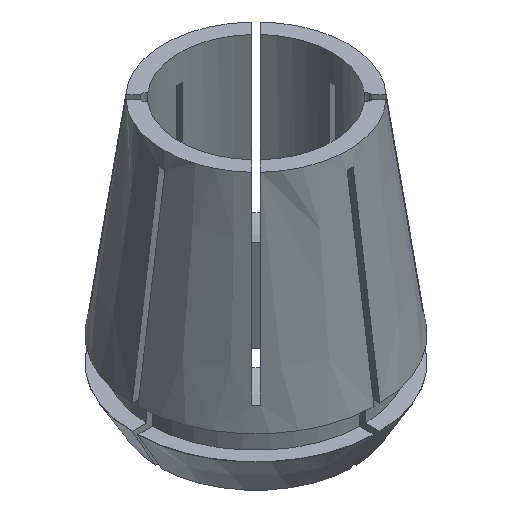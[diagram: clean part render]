
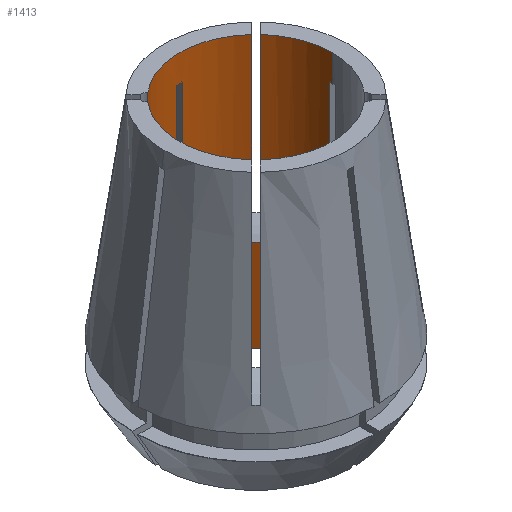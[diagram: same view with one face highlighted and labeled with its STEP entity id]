
A CAD part, isometric view. The second image highlights one B-rep face of the part: STEP entity #1413.
In plain terms, the highlighted cylindrical face has radius 13 mm (diameter 26 mm), a partial arc.
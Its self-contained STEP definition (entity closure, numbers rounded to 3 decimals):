
#2 = DIRECTION ( 'NONE',  ( 1., 0., 0. ) ) ;
#8 = CIRCLE ( 'NONE', #2060, 13. ) ;
#54 = CARTESIAN_POINT ( 'NONE',  ( 8.955, 9.425, -30.497 ) ) ;
#83 = ORIENTED_EDGE ( 'NONE', *, *, #1507, .T. ) ;
#140 = EDGE_CURVE ( 'NONE', #1467, #1392, #401, .T. ) ;
#154 = EDGE_LOOP ( 'NONE', ( #654, #83, #717, #882, #1988, #1828, #412, #1194, #1616, #1056, #1684, #1739, #858, #514 ) ) ;
#173 = DIRECTION ( 'NONE',  ( 0., 0., 1. ) ) ;
#232 = VERTEX_POINT ( 'NONE', #424 ) ;
#235 = CARTESIAN_POINT ( 'NONE',  ( 0., 0., -46. ) ) ;
#287 = DIRECTION ( 'NONE',  ( 1., 0., 0. ) ) ;
#333 = VERTEX_POINT ( 'NONE', #1871 ) ;
#382 = VERTEX_POINT ( 'NONE', #1324 ) ;
#401 = CIRCLE ( 'NONE', #2056, 13. ) ;
#412 = ORIENTED_EDGE ( 'NONE', *, *, #1572, .T. ) ;
#414 = LINE ( 'NONE', #2095, #463 ) ;
#424 = CARTESIAN_POINT ( 'NONE',  ( -8.459, 9.872, -46. ) ) ;
#433 = VECTOR ( 'NONE', #1708, 1000. ) ;
#463 = VECTOR ( 'NONE', #1395, 1000. ) ;
#474 = VERTEX_POINT ( 'NONE', #1030 ) ;
#482 = EDGE_CURVE ( 'NONE', #382, #1467, #414, .T. ) ;
#509 = VECTOR ( 'NONE', #1278, 1000. ) ;
#511 = CARTESIAN_POINT ( 'NONE',  ( 13., 0., -4.577 ) ) ;
#514 = ORIENTED_EDGE ( 'NONE', *, *, #482, .F. ) ;
#537 = CARTESIAN_POINT ( 'NONE',  ( 9.196, 9.194, -30.499 ) ) ;
#543 = CARTESIAN_POINT ( 'NONE',  ( 8.832, 9.539, -30.496 ) ) ;
#567 = CARTESIAN_POINT ( 'NONE',  ( -0.5, 12.99, -46. ) ) ;
#572 = CARTESIAN_POINT ( 'NONE',  ( 0.5, 12.99, -4.585 ) ) ;
#581 = CARTESIAN_POINT ( 'NONE',  ( -0.5, 12.99, -4.585 ) ) ;
#602 = DIRECTION ( 'NONE',  ( 0., 0., -1. ) ) ;
#607 = B_SPLINE_CURVE_WITH_KNOTS ( 'NONE', 3,
 ( #971, #1772, #1364, #1563, #1260 ),
 .UNSPECIFIED., .F., .F.,
 ( 4, 1, 4 ),
 ( 0.081, 0.081, 0.081 ),
 .UNSPECIFIED. ) ;
#641 = CARTESIAN_POINT ( 'NONE',  ( 12.99, 0.5, -46. ) ) ;
#654 = ORIENTED_EDGE ( 'NONE', *, *, #1198, .F. ) ;
#703 = VERTEX_POINT ( 'NONE', #2091 ) ;
#714 = EDGE_CURVE ( 'NONE', #1649, #2132, #1849, .T. ) ;
#717 = ORIENTED_EDGE ( 'NONE', *, *, #714, .T. ) ;
#748 = CARTESIAN_POINT ( 'NONE',  ( 0., 0., 0. ) ) ;
#755 = DIRECTION ( 'NONE',  ( 0., 0., 1. ) ) ;
#762 = B_SPLINE_CURVE_WITH_KNOTS ( 'NONE', 3,
 ( #543, #54, #537, #1819, #1032 ),
 .UNSPECIFIED., .F., .F.,
 ( 4, 1, 4 ),
 ( 0.122, 0.123, 0.123 ),
 .UNSPECIFIED. ) ;
#790 = CARTESIAN_POINT ( 'NONE',  ( 0.167, 13.003, -4.575 ) ) ;
#793 = DIRECTION ( 'NONE',  ( 1., 0., 0. ) ) ;
#845 = CARTESIAN_POINT ( 'NONE',  ( 0.5, 12.99, 0. ) ) ;
#854 = CARTESIAN_POINT ( 'NONE',  ( 9.539, 8.832, 0. ) ) ;
#858 = ORIENTED_EDGE ( 'NONE', *, *, #140, .F. ) ;
#876 = CARTESIAN_POINT ( 'NONE',  ( -0.5, 12.99, 0. ) ) ;
#882 = ORIENTED_EDGE ( 'NONE', *, *, #1868, .T. ) ;
#904 = LINE ( 'NONE', #2173, #509 ) ;
#926 = DIRECTION ( 'NONE',  ( 1., 0., 0. ) ) ;
#930 = B_SPLINE_CURVE_WITH_KNOTS ( 'NONE', 3,
 ( #572, #790, #1609, #581 ),
 .UNSPECIFIED., .F., .F.,
 ( 4, 4 ),
 ( 0., 0.001 ),
 .UNSPECIFIED. ) ;
#954 = EDGE_CURVE ( 'NONE', #2086, #2096, #1998, .T. ) ;
#968 = EDGE_CURVE ( 'NONE', #703, #2008, #762, .T. ) ;
#971 = CARTESIAN_POINT ( 'NONE',  ( 13., 0., -4.577 ) ) ;
#1030 = CARTESIAN_POINT ( 'NONE',  ( 8.832, 9.539, 0. ) ) ;
#1031 = CARTESIAN_POINT ( 'NONE',  ( 0.5, 12.99, -46. ) ) ;
#1032 = CARTESIAN_POINT ( 'NONE',  ( 9.539, 8.832, -30.496 ) ) ;
#1054 = EDGE_CURVE ( 'NONE', #474, #703, #1381, .T. ) ;
#1056 = ORIENTED_EDGE ( 'NONE', *, *, #954, .T. ) ;
#1102 = LINE ( 'NONE', #1791, #433 ) ;
#1112 = VERTEX_POINT ( 'NONE', #511 ) ;
#1132 = CARTESIAN_POINT ( 'NONE',  ( 8.832, 9.539, 0. ) ) ;
#1141 = DIRECTION ( 'NONE',  ( 0., 0., -1. ) ) ;
#1194 = ORIENTED_EDGE ( 'NONE', *, *, #1310, .T. ) ;
#1198 = EDGE_CURVE ( 'NONE', #1112, #382, #607, .T. ) ;
#1233 = CARTESIAN_POINT ( 'NONE',  ( 0., 0., -46. ) ) ;
#1260 = CARTESIAN_POINT ( 'NONE',  ( 12.99, 0.5, -4.585 ) ) ;
#1278 = DIRECTION ( 'NONE',  ( 0., 0., -1. ) ) ;
#1298 = LINE ( 'NONE', #2158, #1751 ) ;
#1310 = EDGE_CURVE ( 'NONE', #333, #232, #1298, .T. ) ;
#1313 = CARTESIAN_POINT ( 'NONE',  ( 0., 0., 0. ) ) ;
#1322 = CARTESIAN_POINT ( 'NONE',  ( 9.539, 8.832, -30.496 ) ) ;
#1324 = CARTESIAN_POINT ( 'NONE',  ( 12.99, 0.5, -4.585 ) ) ;
#1357 = VECTOR ( 'NONE', #602, 1000. ) ;
#1359 = DIRECTION ( 'NONE',  ( 0., 0., 1. ) ) ;
#1364 = CARTESIAN_POINT ( 'NONE',  ( 12.998, 0.25, -4.579 ) ) ;
#1381 = LINE ( 'NONE', #1132, #1357 ) ;
#1392 = VERTEX_POINT ( 'NONE', #1031 ) ;
#1395 = DIRECTION ( 'NONE',  ( 0., 0., -1. ) ) ;
#1413 = ADVANCED_FACE ( 'NONE', ( #1723 ), #1775, .F. ) ;
#1420 = AXIS2_PLACEMENT_3D ( 'NONE', #1679, #1535, #1479 ) ;
#1430 = DIRECTION ( 'NONE',  ( 0., 0., 1. ) ) ;
#1449 = AXIS2_PLACEMENT_3D ( 'NONE', #1313, #2106, #793 ) ;
#1463 = VECTOR ( 'NONE', #1359, 1000. ) ;
#1467 = VERTEX_POINT ( 'NONE', #641 ) ;
#1479 = DIRECTION ( 'NONE',  ( 1., 0., 0. ) ) ;
#1507 = EDGE_CURVE ( 'NONE', #1112, #1649, #1102, .T. ) ;
#1535 = DIRECTION ( 'NONE',  ( 0., 0., 1. ) ) ;
#1563 = CARTESIAN_POINT ( 'NONE',  ( 12.994, 0.417, -4.582 ) ) ;
#1572 = EDGE_CURVE ( 'NONE', #474, #333, #2065, .T. ) ;
#1580 = VERTEX_POINT ( 'NONE', #1807 ) ;
#1593 = DIRECTION ( 'NONE',  ( 0., 0., 1. ) ) ;
#1609 = CARTESIAN_POINT ( 'NONE',  ( -0.167, 13.003, -4.575 ) ) ;
#1616 = ORIENTED_EDGE ( 'NONE', *, *, #1711, .F. ) ;
#1649 = VERTEX_POINT ( 'NONE', #2053 ) ;
#1650 = EDGE_CURVE ( 'NONE', #1392, #1580, #2067, .T. ) ;
#1679 = CARTESIAN_POINT ( 'NONE',  ( 0., 0., 0. ) ) ;
#1684 = ORIENTED_EDGE ( 'NONE', *, *, #1780, .F. ) ;
#1708 = DIRECTION ( 'NONE',  ( 0., 0., 1. ) ) ;
#1711 = EDGE_CURVE ( 'NONE', #2086, #232, #8, .T. ) ;
#1723 = FACE_OUTER_BOUND ( 'NONE', #154, .T. ) ;
#1739 = ORIENTED_EDGE ( 'NONE', *, *, #1650, .F. ) ;
#1751 = VECTOR ( 'NONE', #1141, 1000. ) ;
#1760 = CARTESIAN_POINT ( 'NONE',  ( -0.5, 12.99, -4.585 ) ) ;
#1772 = CARTESIAN_POINT ( 'NONE',  ( 13., 0.083, -4.577 ) ) ;
#1775 = CYLINDRICAL_SURFACE ( 'NONE', #1420, 13. ) ;
#1780 = EDGE_CURVE ( 'NONE', #1580, #2096, #930, .T. ) ;
#1791 = CARTESIAN_POINT ( 'NONE',  ( 13., 0., 0. ) ) ;
#1807 = CARTESIAN_POINT ( 'NONE',  ( 0.5, 12.99, -4.585 ) ) ;
#1808 = AXIS2_PLACEMENT_3D ( 'NONE', #748, #1593, #926 ) ;
#1819 = CARTESIAN_POINT ( 'NONE',  ( 9.426, 8.954, -30.497 ) ) ;
#1828 = ORIENTED_EDGE ( 'NONE', *, *, #1054, .F. ) ;
#1849 = CIRCLE ( 'NONE', #1808, 13. ) ;
#1860 = VECTOR ( 'NONE', #173, 1000. ) ;
#1868 = EDGE_CURVE ( 'NONE', #2132, #2008, #904, .T. ) ;
#1871 = CARTESIAN_POINT ( 'NONE',  ( -8.459, 9.872, 0. ) ) ;
#1988 = ORIENTED_EDGE ( 'NONE', *, *, #968, .F. ) ;
#1998 = LINE ( 'NONE', #876, #1463 ) ;
#2008 = VERTEX_POINT ( 'NONE', #1322 ) ;
#2053 = CARTESIAN_POINT ( 'NONE',  ( 13., 0., 0. ) ) ;
#2056 = AXIS2_PLACEMENT_3D ( 'NONE', #1233, #1430, #2 ) ;
#2060 = AXIS2_PLACEMENT_3D ( 'NONE', #235, #755, #287 ) ;
#2065 = CIRCLE ( 'NONE', #1449, 13. ) ;
#2067 = LINE ( 'NONE', #845, #1860 ) ;
#2086 = VERTEX_POINT ( 'NONE', #567 ) ;
#2091 = CARTESIAN_POINT ( 'NONE',  ( 8.832, 9.539, -30.496 ) ) ;
#2095 = CARTESIAN_POINT ( 'NONE',  ( 12.99, 0.5, 0. ) ) ;
#2096 = VERTEX_POINT ( 'NONE', #1760 ) ;
#2106 = DIRECTION ( 'NONE',  ( 0., 0., 1. ) ) ;
#2132 = VERTEX_POINT ( 'NONE', #854 ) ;
#2158 = CARTESIAN_POINT ( 'NONE',  ( -8.459, 9.872, -23. ) ) ;
#2173 = CARTESIAN_POINT ( 'NONE',  ( 9.539, 8.832, 0. ) ) ;
